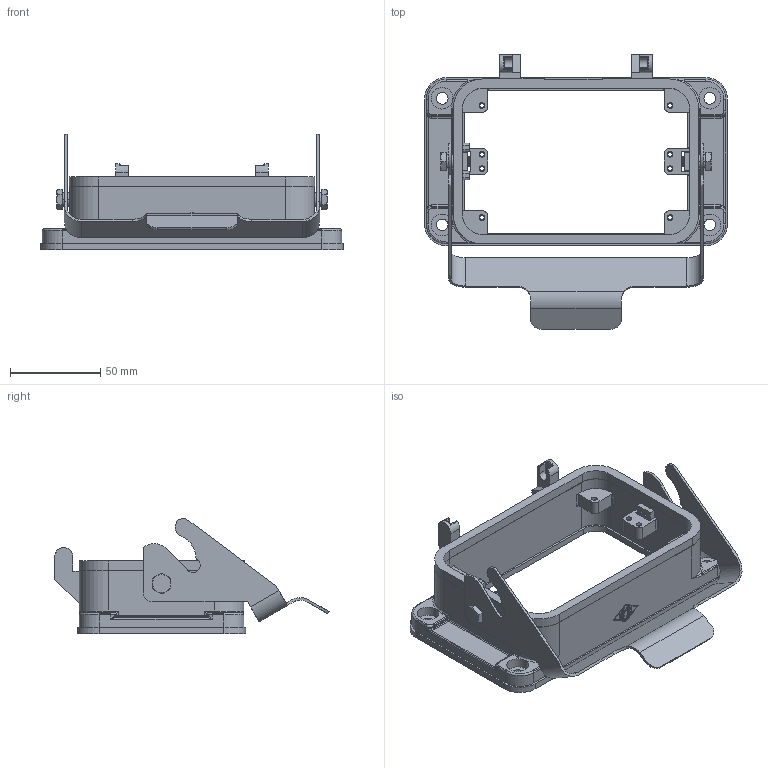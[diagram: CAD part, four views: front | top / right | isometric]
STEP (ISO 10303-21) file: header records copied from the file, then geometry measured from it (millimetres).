
FILE_DESCRIPTION(('CoCreate Modeling STEP Export'),'2;1');
FILE_NAME('CHI 48 L.stp','2010-02-09T11:47:54',(''),(''),'CoCreate Modeling STEP processor for AP214 (Solid Model)','CoCreate Modeling 16.00A 16-Aug-2008 (C) Parametric Technology GmbH','');
FILE_SCHEMA(('AUTOMOTIVE_DESIGN { 1 0 10303 214 1 1 1 1 }'));
Length unit declared in the file: millimetre
Products named in the file (3): p4; p6; CHI_48_L
Assembly tree (2 placements, depth 2):
  CHI_48_L
    p6
    p4
Bounding box: 167.5 x 151.7 x 63.7 mm (x, y, z)
Volume: 135796.1 mm3; surface area: 69615.4 mm2
Topology: 2 solids, 2 shells, 535 faces, 1428 edges, 912 vertices
Faces by surface type: cylinder 267, plane 216, torus 18, cone 16, bspline 14, sphere 4
Entity records: 19044 total; most frequent: CARTESIAN_POINT 5854, ORIENTED_EDGE 2824, DIRECTION 2505, EDGE_CURVE 1412, VERTEX_POINT 912, AXIS2_PLACEMENT_3D 871, VECTOR 763, LINE 763
